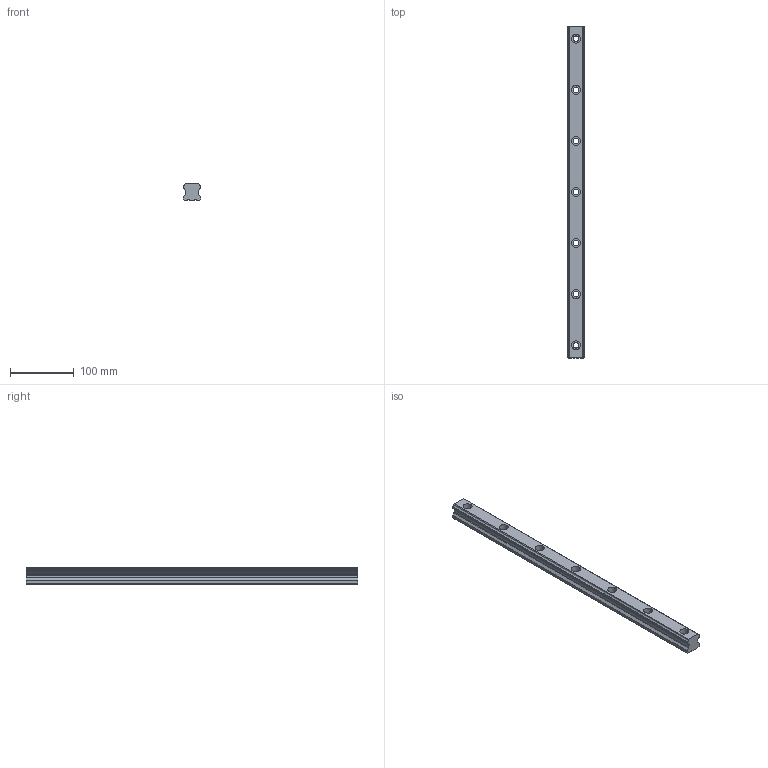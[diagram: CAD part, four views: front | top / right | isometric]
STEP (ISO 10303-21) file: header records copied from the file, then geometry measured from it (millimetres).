
FILE_DESCRIPTION (( 'STEP AP203' ), '1' );
FILE_NAME ('H30-520L.step', '2021-02-18T17:47:55', ( '' ), ( '' ), 'SwSTEP 2.0', 'SolidWorks 2019', '' );
FILE_SCHEMA (( 'CONFIG_CONTROL_DESIGN' ));
Length unit declared in the file: millimetre
Products named in the file (1): H30-520L
Bounding box: 28 x 520 x 26 mm (x, y, z)
Volume: 303703.9 mm3; surface area: 64268.3 mm2
Topology: 1 solids, 1 shells, 94 faces, 276 edges, 184 vertices
Faces by surface type: plane 58, cylinder 36
Entity records: 3265 total; most frequent: CARTESIAN_POINT 639, ORIENTED_EDGE 552, DIRECTION 538, EDGE_CURVE 276, AXIS2_PLACEMENT_3D 195, VERTEX_POINT 184, LINE 148, VECTOR 148
